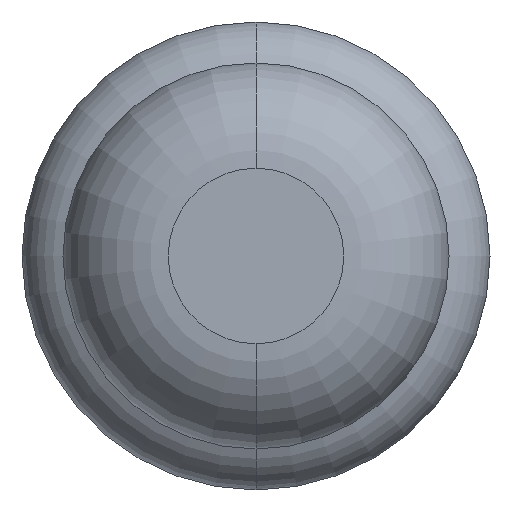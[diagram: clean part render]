
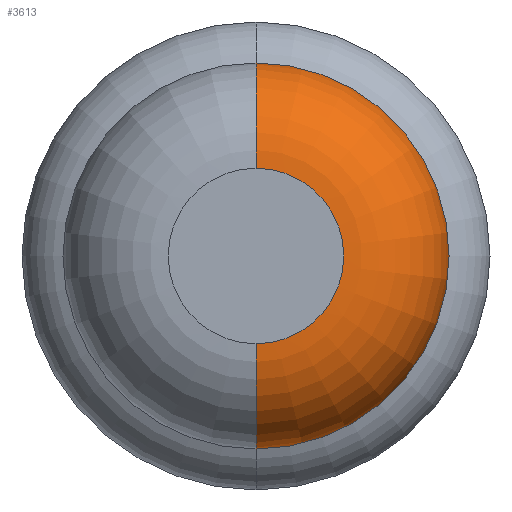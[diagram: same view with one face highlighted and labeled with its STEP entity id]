
A CAD part, front view. The second image highlights one B-rep face of the part: STEP entity #3613.
In plain terms, the highlighted toroidal (fillet/blend) face has major radius 0.375 mm and minor radius 0.45 mm.
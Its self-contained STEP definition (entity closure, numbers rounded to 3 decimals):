
#16 = DIRECTION ( 'NONE',  ( 0., 0., 1. ) ) ;
#84 = DIRECTION ( 'NONE',  ( 0., 0., 1. ) ) ;
#259 = CARTESIAN_POINT ( 'NONE',  ( 0., -27.4, -0.375 ) ) ;
#374 = ORIENTED_EDGE ( 'NONE', *, *, #443, .T. ) ;
#443 = EDGE_CURVE ( 'Defeature ausgef�hrt1_8+Defeature ausgef�hrt1_7+Defeature ausgef�hrt1_7+Defeature ausgef�hrt1_7', #3233, #478, #817, .T. ) ;
#478 = VERTEX_POINT ( 'NONE', #259 ) ;
#516 = CIRCLE ( 'NONE', #1319, 0.45 ) ;
#534 = DIRECTION ( 'NONE',  ( 0., 1., 0. ) ) ;
#557 = EDGE_LOOP ( 'NONE', ( #374, #3273, #3221, #2112 ) ) ;
#647 = CARTESIAN_POINT ( 'NONE',  ( 0., -26.95, -0.825 ) ) ;
#817 = CIRCLE ( 'NONE', #1155, 0.375 ) ;
#833 = CARTESIAN_POINT ( 'NONE',  ( 0., -26.95, 0.375 ) ) ;
#893 = CARTESIAN_POINT ( 'NONE',  ( 0., -26.95, 0.825 ) ) ;
#995 = DIRECTION ( 'NONE',  ( 0., 1., 0. ) ) ;
#1110 = TOROIDAL_SURFACE ( 'NONE', #2454, 0.375, 0.45 ) ;
#1112 = VERTEX_POINT ( 'NONE', #893 ) ;
#1155 = AXIS2_PLACEMENT_3D ( 'NONE', #2456, #534, #2774 ) ;
#1319 = AXIS2_PLACEMENT_3D ( 'NONE', #833, #3040, #3752 ) ;
#1606 = CARTESIAN_POINT ( 'NONE',  ( 0., -27.4, 0.375 ) ) ;
#1679 = DIRECTION ( 'NONE',  ( 1., 0., 0. ) ) ;
#1767 = FACE_OUTER_BOUND ( 'NONE', #557, .T. ) ;
#1839 = AXIS2_PLACEMENT_3D ( 'NONE', #3573, #1679, #2001 ) ;
#2001 = DIRECTION ( 'NONE',  ( 0., 0., -1. ) ) ;
#2008 = DIRECTION ( 'NONE',  ( 0., 1., 0. ) ) ;
#2112 = ORIENTED_EDGE ( 'NONE', *, *, #2636, .F. ) ;
#2114 = CIRCLE ( 'NONE', #1839, 0.45 ) ;
#2370 = AXIS2_PLACEMENT_3D ( 'NONE', #3945, #2008, #84 ) ;
#2454 = AXIS2_PLACEMENT_3D ( 'NONE', #2561, #995, #16 ) ;
#2456 = CARTESIAN_POINT ( 'NONE',  ( 0., -27.4, 0. ) ) ;
#2561 = CARTESIAN_POINT ( 'NONE',  ( 0., -26.95, 0. ) ) ;
#2636 = EDGE_CURVE ( 'NONE', #3233, #1112, #516, .T. ) ;
#2720 = EDGE_CURVE ( 'NONE', #478, #4053, #2114, .T. ) ;
#2774 = DIRECTION ( 'NONE',  ( 0., 0., 1. ) ) ;
#3040 = DIRECTION ( 'NONE',  ( -1., 0., 0. ) ) ;
#3168 = CIRCLE ( 'NONE', #2370, 0.825 ) ;
#3221 = ORIENTED_EDGE ( 'NONE', *, *, #3261, .F. ) ;
#3233 = VERTEX_POINT ( 'NONE', #1606 ) ;
#3261 = EDGE_CURVE ( 'Defeature ausgef�hrt1_9+Defeature ausgef�hrt1_8+Defeature ausgef�hrt1_8+Defeature ausgef�hrt1_8', #1112, #4053, #3168, .T. ) ;
#3273 = ORIENTED_EDGE ( 'NONE', *, *, #2720, .T. ) ;
#3573 = CARTESIAN_POINT ( 'NONE',  ( 0., -26.95, -0.375 ) ) ;
#3613 = ADVANCED_FACE ( 'Defeature ausgef�hrt1_8', ( #1767 ), #1110, .T. ) ;
#3752 = DIRECTION ( 'NONE',  ( 0., 0., 1. ) ) ;
#3945 = CARTESIAN_POINT ( 'NONE',  ( 0., -26.95, 0. ) ) ;
#4053 = VERTEX_POINT ( 'NONE', #647 ) ;
